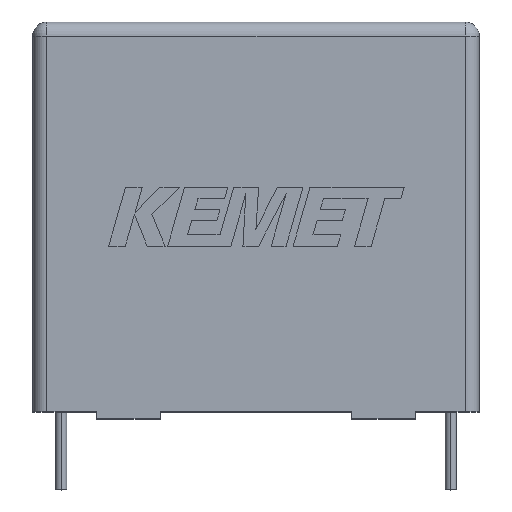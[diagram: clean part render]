
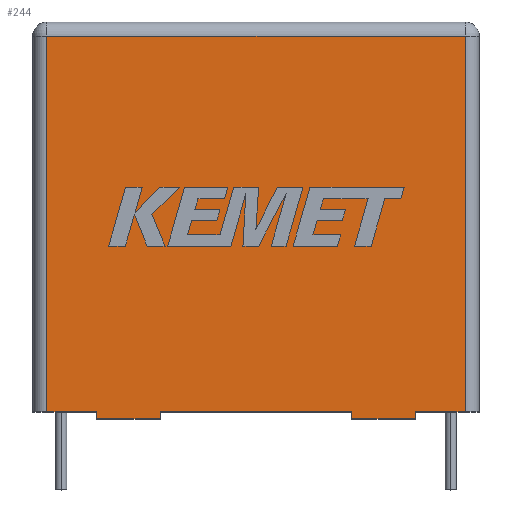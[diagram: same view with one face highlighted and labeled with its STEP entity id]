
A CAD part, top view. The second image highlights one B-rep face of the part: STEP entity #244.
In plain terms, the highlighted planar face has unit normal (0, 0, 1).
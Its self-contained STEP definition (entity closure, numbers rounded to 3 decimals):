
#244=ADVANCED_FACE('NONE',(#517),#518,.F.);
#517=FACE_OUTER_BOUND('',#837,.T.);
#518=PLANE('',#838);
#837=EDGE_LOOP('',(#1429,#1430,#1431,#1432,#1433,#1434,#1435,#1436,#1437,#1438,#1439,#1440));
#838=AXIS2_PLACEMENT_3D('',#1441,#1442,#1443);
#1429=ORIENTED_EDGE('',*,*,#2056,.T.);
#1430=ORIENTED_EDGE('',*,*,#2081,.F.);
#1431=ORIENTED_EDGE('',*,*,#2082,.F.);
#1432=ORIENTED_EDGE('',*,*,#2083,.T.);
#1433=ORIENTED_EDGE('',*,*,#2052,.T.);
#1434=ORIENTED_EDGE('',*,*,#2084,.F.);
#1435=ORIENTED_EDGE('',*,*,#2085,.F.);
#1436=ORIENTED_EDGE('',*,*,#2086,.T.);
#1437=ORIENTED_EDGE('',*,*,#2048,.T.);
#1438=ORIENTED_EDGE('',*,*,#2087,.T.);
#1439=ORIENTED_EDGE('',*,*,#2088,.T.);
#1440=ORIENTED_EDGE('',*,*,#2089,.T.);
#1441=CARTESIAN_POINT('',(0.0,0.0,17.5));
#1442=DIRECTION('',(0.0,0.0,-1.0));
#1443=DIRECTION('',(0.0,-1.0,0.0));
#2048=EDGE_CURVE('NONE',#2482,#2480,#2483,.T.);
#2052=EDGE_CURVE('NONE',#2490,#2488,#2491,.T.);
#2056=EDGE_CURVE('NONE',#2498,#2496,#2499,.T.);
#2081=EDGE_CURVE('NONE',#2539,#2496,#2540,.T.);
#2082=EDGE_CURVE('NONE',#2541,#2539,#2542,.T.);
#2083=EDGE_CURVE('NONE',#2541,#2490,#2543,.T.);
#2084=EDGE_CURVE('NONE',#2544,#2488,#2545,.T.);
#2085=EDGE_CURVE('NONE',#2546,#2544,#2547,.T.);
#2086=EDGE_CURVE('NONE',#2546,#2482,#2548,.T.);
#2087=EDGE_CURVE('NONE',#2480,#2549,#2550,.T.);
#2088=EDGE_CURVE('NONE',#2549,#2551,#2552,.T.);
#2089=EDGE_CURVE('NONE',#2551,#2498,#2553,.T.);
#2480=VERTEX_POINT('NONE',#3103);
#2482=VERTEX_POINT('NONE',#3105);
#2483=LINE('',#3106,#3107);
#2488=VERTEX_POINT('NONE',#3114);
#2490=VERTEX_POINT('NONE',#3117);
#2491=LINE('',#3118,#3119);
#2496=VERTEX_POINT('NONE',#3126);
#2498=VERTEX_POINT('NONE',#3129);
#2499=LINE('',#3130,#3131);
#2539=VERTEX_POINT('NONE',#3187);
#2540=LINE('',#3188,#3189);
#2541=VERTEX_POINT('NONE',#3190);
#2542=LINE('',#3191,#3192);
#2543=LINE('',#3193,#3194);
#2544=VERTEX_POINT('NONE',#3195);
#2545=LINE('',#3196,#3197);
#2546=VERTEX_POINT('NONE',#3198);
#2547=LINE('',#3199,#3200);
#2548=LINE('',#3201,#3202);
#2549=VERTEX_POINT('NONE',#3203);
#2550=LINE('',#3204,#3205);
#2551=VERTEX_POINT('NONE',#3206);
#2552=LINE('',#3207,#3208);
#2553=LINE('',#3209,#3210);
#3103=CARTESIAN_POINT('',(14.75,-13.75,17.5));
#3105=CARTESIAN_POINT('',(11.25,-13.75,17.5));
#3106=CARTESIAN_POINT('',(-15.75,-13.75,17.5));
#3107=VECTOR('',#3616,1000.0);
#3114=CARTESIAN_POINT('',(6.75,-13.75,17.5));
#3117=CARTESIAN_POINT('',(-6.75,-13.75,17.5));
#3118=CARTESIAN_POINT('',(-15.75,-13.75,17.5));
#3119=VECTOR('',#3620,1000.0);
#3126=CARTESIAN_POINT('',(-11.25,-13.75,17.5));
#3129=CARTESIAN_POINT('',(-14.75,-13.75,17.5));
#3130=CARTESIAN_POINT('',(-15.75,-13.75,17.5));
#3131=VECTOR('',#3624,1000.0);
#3187=CARTESIAN_POINT('',(-11.25,-14.25,17.5));
#3188=CARTESIAN_POINT('',(-11.25,-14.25,17.5));
#3189=VECTOR('',#3653,1000.0);
#3190=CARTESIAN_POINT('',(-6.75,-14.25,17.5));
#3191=CARTESIAN_POINT('',(-11.25,-14.25,17.5));
#3192=VECTOR('',#3654,1000.0);
#3193=CARTESIAN_POINT('',(-6.75,-14.25,17.5));
#3194=VECTOR('',#3655,1000.0);
#3195=CARTESIAN_POINT('',(6.75,-14.25,17.5));
#3196=CARTESIAN_POINT('',(6.75,-14.25,17.5));
#3197=VECTOR('',#3656,1000.0);
#3198=CARTESIAN_POINT('',(11.25,-14.25,17.5));
#3199=CARTESIAN_POINT('',(6.75,-14.25,17.5));
#3200=VECTOR('',#3657,1000.0);
#3201=CARTESIAN_POINT('',(11.25,-14.25,17.5));
#3202=VECTOR('',#3658,1000.0);
#3203=CARTESIAN_POINT('',(14.75,12.75,17.5));
#3204=CARTESIAN_POINT('',(14.75,0.0,17.5));
#3205=VECTOR('',#3659,1000.0);
#3206=CARTESIAN_POINT('',(-14.75,12.75,17.5));
#3207=CARTESIAN_POINT('',(0.0,12.75,17.5));
#3208=VECTOR('',#3660,1000.0);
#3209=CARTESIAN_POINT('',(-14.75,0.0,17.5));
#3210=VECTOR('',#3661,1000.0);
#3616=DIRECTION('',(1.0,0.0,0.0));
#3620=DIRECTION('',(1.0,0.0,0.0));
#3624=DIRECTION('',(1.0,0.0,0.0));
#3653=DIRECTION('',(-0.0,1.0,-0.0));
#3654=DIRECTION('',(-1.0,-0.0,-0.0));
#3655=DIRECTION('',(-0.0,1.0,-0.0));
#3656=DIRECTION('',(-0.0,1.0,-0.0));
#3657=DIRECTION('',(-1.0,-0.0,-0.0));
#3658=DIRECTION('',(-0.0,1.0,-0.0));
#3659=DIRECTION('',(0.0,1.0,0.0));
#3660=DIRECTION('',(-1.0,0.0,0.0));
#3661=DIRECTION('',(0.0,-1.0,0.0));
